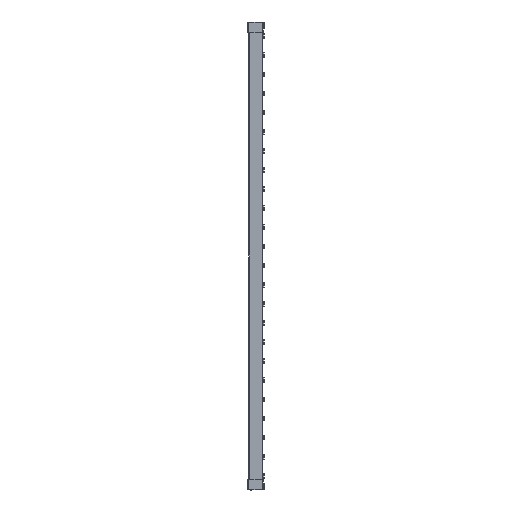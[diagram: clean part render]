
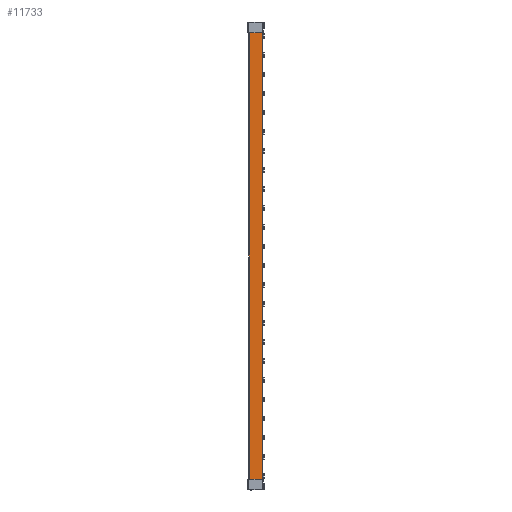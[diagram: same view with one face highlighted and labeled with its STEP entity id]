
A CAD part, front view. The second image highlights one B-rep face of the part: STEP entity #11733.
In plain terms, the highlighted planar face has unit normal (0, -1, 0).
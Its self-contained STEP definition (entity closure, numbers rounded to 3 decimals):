
#1106 = CARTESIAN_POINT ( 'NONE',  ( 11.802, 0., -200.9 ) ) ;
#1111 = CARTESIAN_POINT ( 'NONE',  ( 11.802, 0., 209.9 ) ) ;
#1141 = CARTESIAN_POINT ( 'NONE',  ( 0., 0., 209.9 ) ) ;
#1250 = CARTESIAN_POINT ( 'NONE',  ( 0., 0., -200.9 ) ) ;
#11395 = EDGE_CURVE ( 'NONE', #30958, #30922, #14429, .T. ) ;
#11417 = EDGE_CURVE ( 'NONE', #30883, #30958, #14487, .T. ) ;
#11418 = EDGE_CURVE ( 'NONE', #30922, #30866, #14475, .T. ) ;
#11486 = EDGE_CURVE ( 'NONE', #30866, #30883, #14573, .T. ) ;
#11733 = ADVANCED_FACE ( 'NONE', ( #15071 ), #15076, .F. ) ;
#14407 = DIRECTION ( 'NONE',  ( 0., 0., 1. ) ) ;
#14429 = LINE ( 'NONE', #14455, #29974 ) ;
#14455 = CARTESIAN_POINT ( 'NONE',  ( 0., 0., 219. ) ) ;
#14471 = DIRECTION ( 'NONE',  ( -1., 0., 0. ) ) ;
#14472 = CARTESIAN_POINT ( 'NONE',  ( 0., 0., 209.9 ) ) ;
#14473 = DIRECTION ( 'NONE',  ( 1., 0., 0. ) ) ;
#14475 = LINE ( 'NONE', #14472, #29968 ) ;
#14487 = LINE ( 'NONE', #14490, #29971 ) ;
#14490 = CARTESIAN_POINT ( 'NONE',  ( 0., 0., -200.9 ) ) ;
#14573 = LINE ( 'NONE', #14586, #29993 ) ;
#14578 = DIRECTION ( 'NONE',  ( 0., 0., -1. ) ) ;
#14586 = CARTESIAN_POINT ( 'NONE',  ( 11.802, 0., 219. ) ) ;
#15049 = CARTESIAN_POINT ( 'NONE',  ( 0., 0., 219. ) ) ;
#15071 = FACE_OUTER_BOUND ( 'NONE', #32954, .T. ) ;
#15076 = PLANE ( 'NONE',  #30139 ) ;
#15077 = DIRECTION ( 'NONE',  ( 0., 1., 0. ) ) ;
#15078 = DIRECTION ( 'NONE',  ( -1., 0., 0. ) ) ;
#18534 = ORIENTED_EDGE ( 'NONE', *, *, #11418, .F. ) ;
#18599 = ORIENTED_EDGE ( 'NONE', *, *, #11395, .F. ) ;
#18613 = ORIENTED_EDGE ( 'NONE', *, *, #11417, .F. ) ;
#18636 = ORIENTED_EDGE ( 'NONE', *, *, #11486, .F. ) ;
#29968 = VECTOR ( 'NONE', #14473, 1000. ) ;
#29971 = VECTOR ( 'NONE', #14471, 1000. ) ;
#29974 = VECTOR ( 'NONE', #14407, 1000. ) ;
#29993 = VECTOR ( 'NONE', #14578, 1000. ) ;
#30139 = AXIS2_PLACEMENT_3D ( 'NONE', #15049, #15077, #15078 ) ;
#30866 = VERTEX_POINT ( 'NONE', #1111 ) ;
#30883 = VERTEX_POINT ( 'NONE', #1106 ) ;
#30922 = VERTEX_POINT ( 'NONE', #1141 ) ;
#30958 = VERTEX_POINT ( 'NONE', #1250 ) ;
#32954 = EDGE_LOOP ( 'NONE', ( #18534, #18599, #18613, #18636 ) ) ;
